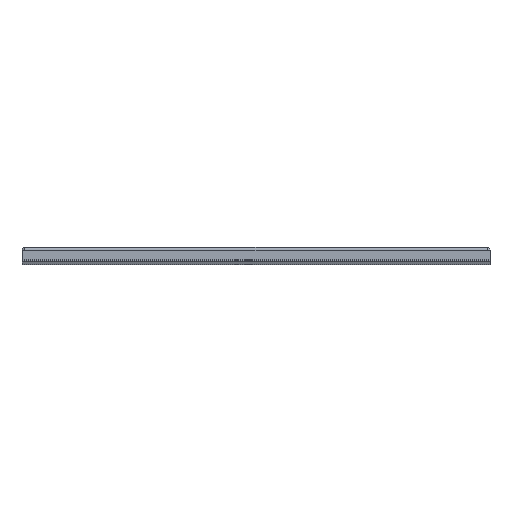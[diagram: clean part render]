
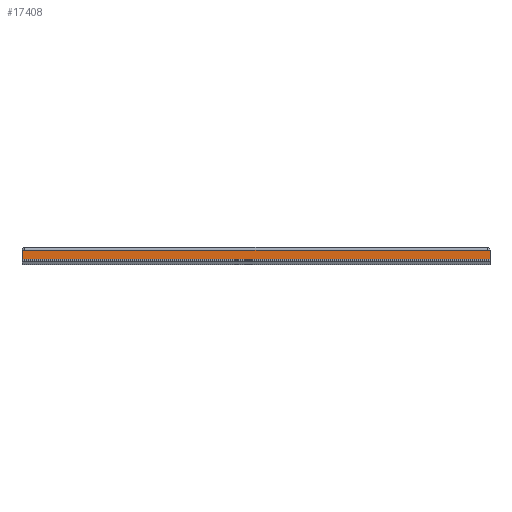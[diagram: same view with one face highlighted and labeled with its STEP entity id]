
A CAD part, front view. The second image highlights one B-rep face of the part: STEP entity #17408.
In plain terms, the highlighted planar face has unit normal (0, -1, 0).
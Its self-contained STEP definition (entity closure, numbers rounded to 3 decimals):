
#1218=PLANE('',#18423);
#2078=FACE_OUTER_BOUND('',#3131,.T.);
#3131=EDGE_LOOP('',(#14519,#14520,#14521,#14522));
#3629=LINE('',#22476,#5632);
#3909=LINE('',#23517,#5912);
#3925=LINE('',#23549,#5928);
#4079=LINE('',#24591,#6082);
#5632=VECTOR('',#18843,10.);
#5912=VECTOR('',#19169,10.);
#5928=VECTOR('',#19189,10.);
#6082=VECTOR('',#19561,10.);
#7693=VERTEX_POINT('',#22444);
#7699=VERTEX_POINT('',#22465);
#7701=VERTEX_POINT('',#22475);
#8103=VERTEX_POINT('',#23547);
#9375=EDGE_CURVE('',#7701,#7699,#3629,.T.);
#9765=EDGE_CURVE('',#7699,#7693,#3909,.T.);
#9781=EDGE_CURVE('',#8103,#7693,#3925,.T.);
#10023=EDGE_CURVE('',#8103,#7701,#4079,.T.);
#14519=ORIENTED_EDGE('',*,*,#9765,.T.);
#14520=ORIENTED_EDGE('',*,*,#9781,.F.);
#14521=ORIENTED_EDGE('',*,*,#10023,.T.);
#14522=ORIENTED_EDGE('',*,*,#9375,.T.);
#17408=ADVANCED_FACE('',(#2078),#1218,.T.);
#18423=AXIS2_PLACEMENT_3D('',#26639,#20742,#20743);
#18843=DIRECTION('',(0.,0.,1.));
#19169=DIRECTION('',(-1.,0.,0.));
#19189=DIRECTION('',(0.,0.,1.));
#19561=DIRECTION('',(1.,0.,0.));
#20742=DIRECTION('center_axis',(0.,-1.,0.));
#20743=DIRECTION('ref_axis',(1.,0.,0.));
#22444=CARTESIAN_POINT('',(76.,5.,1.5));
#22465=CARTESIAN_POINT('',(253.5,5.,1.5));
#22475=CARTESIAN_POINT('',(253.5,5.,-2.));
#22476=CARTESIAN_POINT('',(253.5,5.,0.));
#23517=CARTESIAN_POINT('',(76.,5.,1.5));
#23547=CARTESIAN_POINT('',(76.,5.,-2.));
#23549=CARTESIAN_POINT('',(76.,5.,0.));
#24591=CARTESIAN_POINT('',(76.,5.,-2.));
#26639=CARTESIAN_POINT('Origin',(76.,5.,0.));
